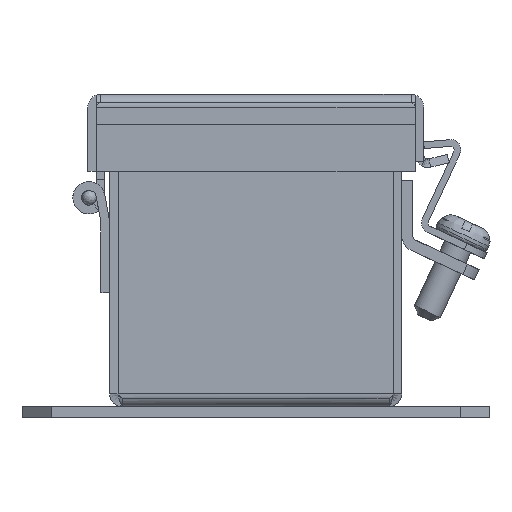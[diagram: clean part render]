
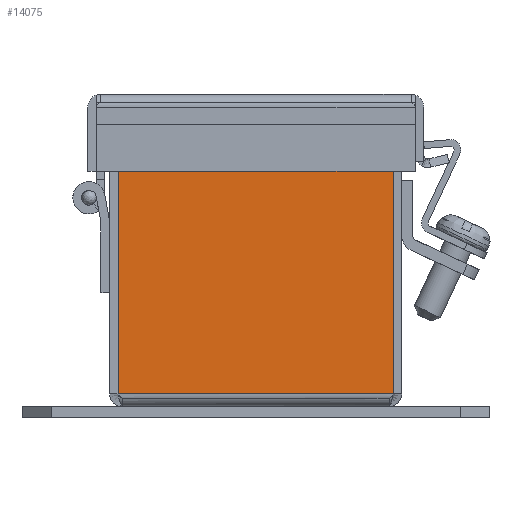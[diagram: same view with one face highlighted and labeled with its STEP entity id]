
A CAD part, left-side view. The second image highlights one B-rep face of the part: STEP entity #14075.
In plain terms, the highlighted planar face has unit normal (-1, 0, 0).
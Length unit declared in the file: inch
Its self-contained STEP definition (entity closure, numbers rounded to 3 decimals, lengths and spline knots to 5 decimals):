
#194 = EDGE_CURVE ( 'NONE', #12578, #1444, #1848, .T. ) ;
#336 = DIRECTION ( 'NONE',  ( 0., 0., -1. ) ) ;
#467 = FACE_OUTER_BOUND ( 'NONE', #5926, .T. ) ;
#550 = CARTESIAN_POINT ( 'NONE',  ( -15., 1.17789, 0. ) ) ;
#735 = CARTESIAN_POINT ( 'NONE',  ( -15., 0.92789, 2.32223 ) ) ;
#768 = EDGE_CURVE ( 'NONE', #12578, #17438, #12694, .T. ) ;
#815 = ORIENTED_EDGE ( 'NONE', *, *, #10693, .F. ) ;
#1444 = VERTEX_POINT ( 'NONE', #4268 ) ;
#1729 = CARTESIAN_POINT ( 'NONE',  ( -15., 8.156, 0. ) ) ;
#1848 = LINE ( 'NONE', #3390, #14950 ) ;
#1907 = PLANE ( 'NONE',  #12075 ) ;
#2185 = LINE ( 'NONE', #550, #18435 ) ;
#3334 = DIRECTION ( 'NONE',  ( 1., 0., 0. ) ) ;
#3390 = CARTESIAN_POINT ( 'NONE',  ( -15., -1.142, 0.108 ) ) ;
#3799 = ORIENTED_EDGE ( 'NONE', *, *, #768, .T. ) ;
#4268 = CARTESIAN_POINT ( 'NONE',  ( -15., 1.17789, 0.108 ) ) ;
#4542 = CIRCLE ( 'NONE', #15699, 0.25 ) ;
#5220 = ORIENTED_EDGE ( 'NONE', *, *, #194, .F. ) ;
#5504 = CARTESIAN_POINT ( 'NONE',  ( -15., -1.17789, 0.108 ) ) ;
#5926 = EDGE_LOOP ( 'NONE', ( #14143, #815, #5220, #3799, #16522, #18971 ) ) ;
#6096 = CARTESIAN_POINT ( 'NONE',  ( -15., -1.17789, 2.32223 ) ) ;
#6277 = DIRECTION ( 'NONE',  ( 1., 0., 0. ) ) ;
#6465 = DIRECTION ( 'NONE',  ( 0., -1., 0. ) ) ;
#7136 = VERTEX_POINT ( 'NONE', #12899 ) ;
#8386 = CARTESIAN_POINT ( 'NONE',  ( -15., -1.16796, 2.392 ) ) ;
#10218 = VECTOR ( 'NONE', #18270, 39.37008 ) ;
#10693 = EDGE_CURVE ( 'NONE', #1444, #7136, #2185, .T. ) ;
#11232 = DIRECTION ( 'NONE',  ( 0., 0., 1. ) ) ;
#11249 = DIRECTION ( 'NONE',  ( 1., 0., 0. ) ) ;
#11640 = VERTEX_POINT ( 'NONE', #13607 ) ;
#12075 = AXIS2_PLACEMENT_3D ( 'NONE', #1729, #6277, #6465 ) ;
#12370 = LINE ( 'NONE', #12572, #10218 ) ;
#12572 = CARTESIAN_POINT ( 'NONE',  ( -15., 8.156, 2.392 ) ) ;
#12578 = VERTEX_POINT ( 'NONE', #14949 ) ;
#12694 = LINE ( 'NONE', #5504, #14994 ) ;
#12856 = EDGE_CURVE ( 'NONE', #16693, #17438, #4542, .T. ) ;
#12899 = CARTESIAN_POINT ( 'NONE',  ( -15., 1.17789, 2.32223 ) ) ;
#12985 = CIRCLE ( 'NONE', #16391, 0.25 ) ;
#13093 = DIRECTION ( 'NONE',  ( 0., -1., 0. ) ) ;
#13478 = EDGE_CURVE ( 'NONE', #7136, #11640, #12985, .T. ) ;
#13607 = CARTESIAN_POINT ( 'NONE',  ( -15., 1.16796, 2.392 ) ) ;
#14075 = ADVANCED_FACE ( 'NONE', ( #467 ), #1907, .F. ) ;
#14143 = ORIENTED_EDGE ( 'NONE', *, *, #13478, .F. ) ;
#14793 = EDGE_CURVE ( 'NONE', #11640, #16693, #12370, .T. ) ;
#14949 = CARTESIAN_POINT ( 'NONE',  ( -15., -1.17789, 0.108 ) ) ;
#14950 = VECTOR ( 'NONE', #18521, 39.37008 ) ;
#14994 = VECTOR ( 'NONE', #11232, 39.37008 ) ;
#15679 = DIRECTION ( 'NONE',  ( 0., 0., 1. ) ) ;
#15699 = AXIS2_PLACEMENT_3D ( 'NONE', #15995, #11249, #13093 ) ;
#15995 = CARTESIAN_POINT ( 'NONE',  ( -15., -0.92789, 2.32223 ) ) ;
#16391 = AXIS2_PLACEMENT_3D ( 'NONE', #735, #3334, #336 ) ;
#16522 = ORIENTED_EDGE ( 'NONE', *, *, #12856, .F. ) ;
#16693 = VERTEX_POINT ( 'NONE', #8386 ) ;
#17438 = VERTEX_POINT ( 'NONE', #6096 ) ;
#18270 = DIRECTION ( 'NONE',  ( 0., -1., 0. ) ) ;
#18435 = VECTOR ( 'NONE', #15679, 39.37008 ) ;
#18521 = DIRECTION ( 'NONE',  ( 0., 1., 0. ) ) ;
#18971 = ORIENTED_EDGE ( 'NONE', *, *, #14793, .F. ) ;
